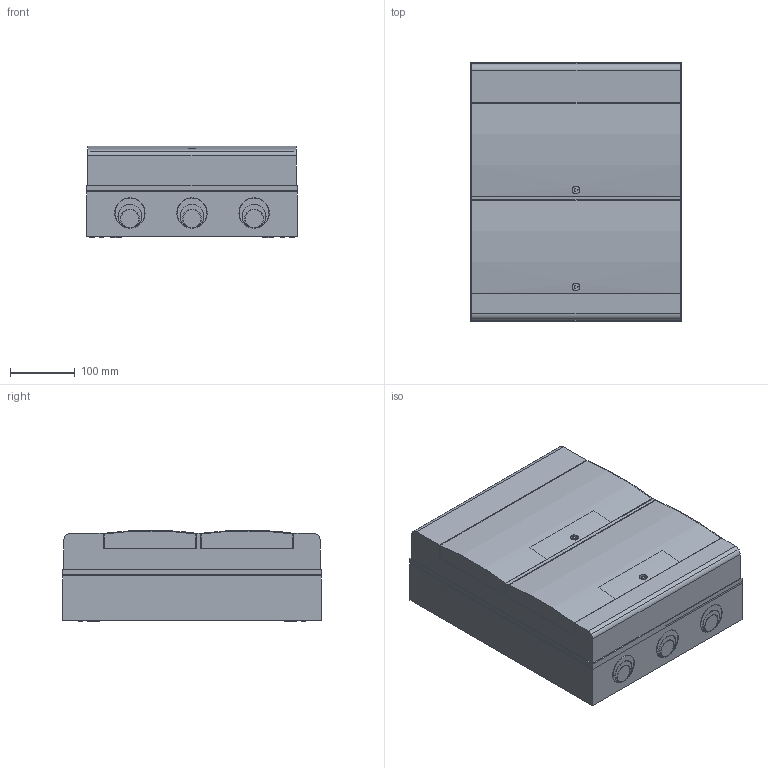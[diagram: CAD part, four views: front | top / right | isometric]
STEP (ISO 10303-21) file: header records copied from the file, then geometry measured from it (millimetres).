
FILE_DESCRIPTION (( 'STEP AP203' ), '1' );
FILE_NAME ('MKP73-N-32-66 帎砅-32 IP66.STEP', '2016-10-18T07:33:19', ( '' ), ( '' ), 'SwSTEP 2.0', 'SolidWorks 2014', '' );
FILE_SCHEMA (( 'CONFIG_CONTROL_DESIGN' ));
Length unit declared in the file: millimetre
Products named in the file (1): MKP73-N-32-66 帎砅-32 IP66
Bounding box: 326 x 400 x 140.94 mm (x, y, z)
Volume: 2139048.8 mm3; surface area: 1419863.3 mm2
Topology: 13 solids, 13 shells, 2116 faces, 5721 edges, 3826 vertices
Faces by surface type: plane 1522, cylinder 388, cone 204, torus 2
Full cylindrical faces by diameter (mm): 2.5 x14, 3 x2, 4 x62, 5 x66, 6 x6, 7 x12, 8 x2, 10 x2, 11.5 x6, 12 x2, 13 x6, 14 x6, 18 x8, 28 x6, 47 x6
Entity records: 64957 total; most frequent: CARTESIAN_POINT 13861, DIRECTION 10478, ORIENTED_EDGE 10212, EDGE_CURVE 5106, AXIS2_PLACEMENT_3D 3759, VERTEX_POINT 3578, LINE 2960, VECTOR 2960
